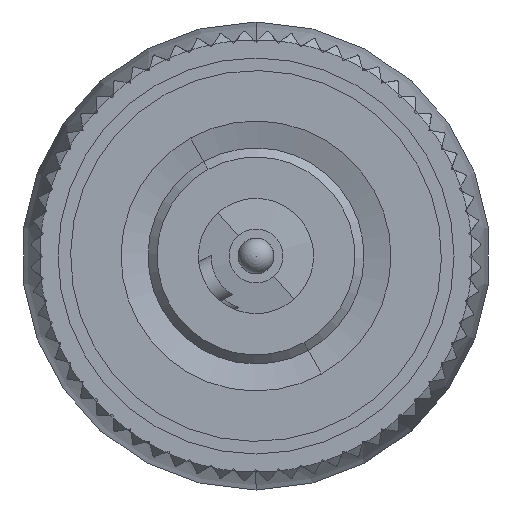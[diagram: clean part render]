
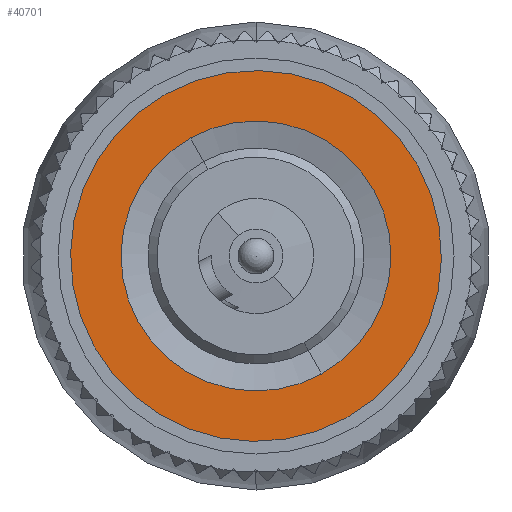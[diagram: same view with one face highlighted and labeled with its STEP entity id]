
A CAD part, left-side view. The second image highlights one B-rep face of the part: STEP entity #40701.
In plain terms, the highlighted planar face has unit normal (-1, 0, 0).
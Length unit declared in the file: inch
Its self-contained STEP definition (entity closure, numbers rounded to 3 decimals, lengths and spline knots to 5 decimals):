
#40513 = VERTEX_POINT ( 'NONE', #95959 ) ;
#40516 = EDGE_CURVE ( 'NONE', #40513, #40518, #95950, .T. ) ;
#40518 = VERTEX_POINT ( 'NONE', #95941 ) ;
#40571 = ORIENTED_EDGE ( 'NONE', *, *, #40516, .F. ) ;
#40573 = EDGE_LOOP ( 'NONE', ( #40574, #40579 ) ) ;
#40574 = ORIENTED_EDGE ( 'NONE', *, *, #40575, .T. ) ;
#40575 = EDGE_CURVE ( 'NONE', #40577, #40578, #96164, .T. ) ;
#40577 = VERTEX_POINT ( 'NONE', #96155 ) ;
#40578 = VERTEX_POINT ( 'NONE', #96153 ) ;
#40579 = ORIENTED_EDGE ( 'NONE', *, *, #40676, .T. ) ;
#40676 = EDGE_CURVE ( 'NONE', #40578, #40577, #96578, .T. ) ;
#40701 = ADVANCED_FACE ( 'NONE', ( #96692, #96690 ), #96779, .F. ) ;
#40702 = EDGE_LOOP ( 'NONE', ( #40703, #40571 ) ) ;
#40703 = ORIENTED_EDGE ( 'NONE', *, *, #40704, .F. ) ;
#40704 = EDGE_CURVE ( 'NONE', #40518, #40513, #96771, .T. ) ;
#95941 = CARTESIAN_POINT ( 'NONE',  ( -2.45795, -0.45312, 0.23344 ) ) ;
#95943 = DIRECTION ( 'NONE',  ( 0., 0.485, 0.874 ) ) ;
#95945 = DIRECTION ( 'NONE',  ( -1., 0., 0. ) ) ;
#95947 = CARTESIAN_POINT ( 'NONE',  ( -2.45795, -0.59638, -0.02475 ) ) ;
#95948 = AXIS2_PLACEMENT_3D ( 'NONE', #95947, #95945, #95943 ) ;
#95950 = CIRCLE ( 'NONE', #95948, 0.29528 ) ;
#95959 = CARTESIAN_POINT ( 'NONE',  ( -2.45795, -0.73964, -0.28295 ) ) ;
#96153 = CARTESIAN_POINT ( 'NONE',  ( -2.45795, -0.79313, -0.37934 ) ) ;
#96155 = CARTESIAN_POINT ( 'NONE',  ( -2.45795, -0.39963, 0.32983 ) ) ;
#96157 = DIRECTION ( 'NONE',  ( 0., 0.485, 0.874 ) ) ;
#96159 = DIRECTION ( 'NONE',  ( -1., 0., 0. ) ) ;
#96161 = CARTESIAN_POINT ( 'NONE',  ( -2.45795, -0.59638, -0.02475 ) ) ;
#96163 = AXIS2_PLACEMENT_3D ( 'NONE', #96161, #96159, #96157 ) ;
#96164 = CIRCLE ( 'NONE', #96163, 0.40551 ) ;
#96572 = DIRECTION ( 'NONE',  ( 0., 0.485, 0.874 ) ) ;
#96573 = DIRECTION ( 'NONE',  ( -1., 0., 0. ) ) ;
#96575 = CARTESIAN_POINT ( 'NONE',  ( -2.45795, -0.59638, -0.02475 ) ) ;
#96576 = AXIS2_PLACEMENT_3D ( 'NONE', #96575, #96573, #96572 ) ;
#96578 = CIRCLE ( 'NONE', #96576, 0.40551 ) ;
#96690 = FACE_OUTER_BOUND ( 'NONE', #40573, .T. ) ;
#96692 = FACE_BOUND ( 'NONE', #40702, .T. ) ;
#96766 = DIRECTION ( 'NONE',  ( 0., 0.485, 0.874 ) ) ;
#96768 = DIRECTION ( 'NONE',  ( -1., 0., 0. ) ) ;
#96769 = CARTESIAN_POINT ( 'NONE',  ( -2.45795, -0.59638, -0.02475 ) ) ;
#96770 = AXIS2_PLACEMENT_3D ( 'NONE', #96769, #96768, #96766 ) ;
#96771 = CIRCLE ( 'NONE', #96770, 0.29528 ) ;
#96773 = DIRECTION ( 'NONE',  ( 0., -0.485, -0.874 ) ) ;
#96774 = DIRECTION ( 'NONE',  ( 1., 0., 0. ) ) ;
#96777 = CARTESIAN_POINT ( 'NONE',  ( -2.45795, -0.24179, -0.2215 ) ) ;
#96778 = AXIS2_PLACEMENT_3D ( 'NONE', #96777, #96774, #96773 ) ;
#96779 = PLANE ( 'NONE',  #96778 ) ;
